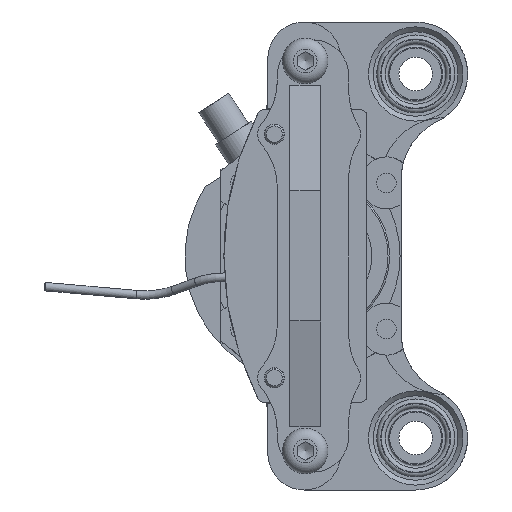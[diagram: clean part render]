
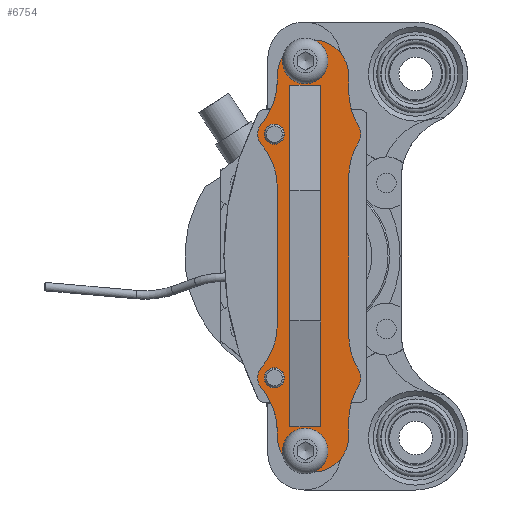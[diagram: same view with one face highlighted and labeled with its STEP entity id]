
A CAD part, left-side view. The second image highlights one B-rep face of the part: STEP entity #6754.
In plain terms, the highlighted planar face has unit normal (-1, 0, 0).
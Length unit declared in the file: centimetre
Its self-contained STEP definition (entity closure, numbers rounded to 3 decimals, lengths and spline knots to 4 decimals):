
#663=FACE_BOUND('',#3103,.T.);
#664=FACE_BOUND('',#3104,.T.);
#665=FACE_BOUND('',#3105,.T.);
#666=FACE_BOUND('',#3106,.T.);
#667=FACE_BOUND('',#3107,.T.);
#1070=CIRCLE('',#7616,0.4);
#1078=CIRCLE('',#7629,2.);
#1092=CIRCLE('',#7645,2.);
#1093=CIRCLE('',#7648,0.51);
#1094=CIRCLE('',#7649,2.);
#1095=CIRCLE('',#7650,1.1);
#1096=CIRCLE('',#7651,2.);
#1097=CIRCLE('',#7652,0.51);
#1098=CIRCLE('',#7653,2.);
#1099=CIRCLE('',#7654,2.);
#1100=CIRCLE('',#7655,0.51);
#1101=CIRCLE('',#7656,1.1);
#1102=CIRCLE('',#7657,0.51);
#1103=CIRCLE('',#7658,2.);
#1104=CIRCLE('',#7659,2.);
#1105=CIRCLE('',#7660,0.31);
#1106=CIRCLE('',#7661,0.4);
#1107=CIRCLE('',#7662,0.31);
#1428=LINE('',#11985,#1771);
#1430=LINE('',#11994,#1773);
#1431=LINE('',#11998,#1774);
#1432=LINE('',#12006,#1775);
#1433=LINE('',#12011,#1776);
#1434=LINE('',#12018,#1777);
#1435=LINE('',#12022,#1778);
#1436=LINE('',#12024,#1779);
#1437=LINE('',#12026,#1780);
#1438=LINE('',#12027,#1781);
#1771=VECTOR('',#9715,0.1715);
#1773=VECTOR('',#9723,0.1715);
#1774=VECTOR('',#9726,0.4883);
#1775=VECTOR('',#9733,4.8766);
#1776=VECTOR('',#9738,0.4883);
#1777=VECTOR('',#9745,4.243);
#1778=VECTOR('',#9748,0.95);
#1779=VECTOR('',#9749,10.5);
#1780=VECTOR('',#9750,0.95);
#1781=VECTOR('',#9751,10.5);
#1959=PLANE('',#7647);
#2383=FACE_OUTER_BOUND('',#3102,.T.);
#3102=EDGE_LOOP('',(#6090,#6091,#6092,#6093,#6094,#6095,#6096,#6097,#6098,
#6099,#6100,#6101,#6102,#6103,#6104,#6105,#6106,#6107,#6108,#6109));
#3103=EDGE_LOOP('',(#6110,#6111,#6112,#6113));
#3104=EDGE_LOOP('',(#6114));
#3105=EDGE_LOOP('',(#6115));
#3106=EDGE_LOOP('',(#6116));
#3107=EDGE_LOOP('',(#6117));
#3735=VERTEX_POINT('',#11908);
#3748=VERTEX_POINT('',#11940);
#3749=VERTEX_POINT('',#11942);
#3765=VERTEX_POINT('',#11978);
#3766=VERTEX_POINT('',#11980);
#3767=VERTEX_POINT('',#11984);
#3768=VERTEX_POINT('',#11988);
#3769=VERTEX_POINT('',#11989);
#3770=VERTEX_POINT('',#11991);
#3771=VERTEX_POINT('',#11993);
#3772=VERTEX_POINT('',#11995);
#3773=VERTEX_POINT('',#11997);
#3774=VERTEX_POINT('',#11999);
#3775=VERTEX_POINT('',#12001);
#3776=VERTEX_POINT('',#12003);
#3777=VERTEX_POINT('',#12005);
#3778=VERTEX_POINT('',#12007);
#3779=VERTEX_POINT('',#12010);
#3780=VERTEX_POINT('',#12013);
#3781=VERTEX_POINT('',#12015);
#3782=VERTEX_POINT('',#12017);
#3783=VERTEX_POINT('',#12020);
#3784=VERTEX_POINT('',#12021);
#3785=VERTEX_POINT('',#12023);
#3786=VERTEX_POINT('',#12025);
#3787=VERTEX_POINT('',#12028);
#3788=VERTEX_POINT('',#12030);
#3789=VERTEX_POINT('',#12032);
#4523=EDGE_CURVE('',#3735,#3735,#1070,.T.);
#4538=EDGE_CURVE('',#3749,#3748,#1078,.T.);
#4557=EDGE_CURVE('',#3766,#3765,#1092,.T.);
#4559=EDGE_CURVE('',#3767,#3766,#1428,.T.);
#4561=EDGE_CURVE('',#3768,#3769,#1093,.T.);
#4562=EDGE_CURVE('',#3769,#3770,#1094,.T.);
#4563=EDGE_CURVE('',#3770,#3771,#1430,.T.);
#4564=EDGE_CURVE('',#3771,#3772,#1095,.T.);
#4565=EDGE_CURVE('',#3772,#3773,#1431,.T.);
#4566=EDGE_CURVE('',#3773,#3774,#1096,.T.);
#4567=EDGE_CURVE('',#3774,#3775,#1097,.T.);
#4568=EDGE_CURVE('',#3775,#3776,#1098,.T.);
#4569=EDGE_CURVE('',#3776,#3777,#1432,.T.);
#4570=EDGE_CURVE('',#3777,#3778,#1099,.T.);
#4571=EDGE_CURVE('',#3778,#3749,#1100,.T.);
#4572=EDGE_CURVE('',#3748,#3779,#1433,.T.);
#4573=EDGE_CURVE('',#3779,#3767,#1101,.T.);
#4574=EDGE_CURVE('',#3765,#3780,#1102,.T.);
#4575=EDGE_CURVE('',#3780,#3781,#1103,.T.);
#4576=EDGE_CURVE('',#3781,#3782,#1434,.T.);
#4577=EDGE_CURVE('',#3782,#3768,#1104,.T.);
#4578=EDGE_CURVE('',#3783,#3784,#1435,.T.);
#4579=EDGE_CURVE('',#3785,#3783,#1436,.T.);
#4580=EDGE_CURVE('',#3786,#3785,#1437,.T.);
#4581=EDGE_CURVE('',#3784,#3786,#1438,.T.);
#4582=EDGE_CURVE('',#3787,#3787,#1105,.T.);
#4583=EDGE_CURVE('',#3788,#3788,#1106,.T.);
#4584=EDGE_CURVE('',#3789,#3789,#1107,.T.);
#6090=ORIENTED_EDGE('',*,*,#4561,.T.);
#6091=ORIENTED_EDGE('',*,*,#4562,.T.);
#6092=ORIENTED_EDGE('',*,*,#4563,.T.);
#6093=ORIENTED_EDGE('',*,*,#4564,.T.);
#6094=ORIENTED_EDGE('',*,*,#4565,.T.);
#6095=ORIENTED_EDGE('',*,*,#4566,.T.);
#6096=ORIENTED_EDGE('',*,*,#4567,.T.);
#6097=ORIENTED_EDGE('',*,*,#4568,.T.);
#6098=ORIENTED_EDGE('',*,*,#4569,.T.);
#6099=ORIENTED_EDGE('',*,*,#4570,.T.);
#6100=ORIENTED_EDGE('',*,*,#4571,.T.);
#6101=ORIENTED_EDGE('',*,*,#4538,.T.);
#6102=ORIENTED_EDGE('',*,*,#4572,.T.);
#6103=ORIENTED_EDGE('',*,*,#4573,.T.);
#6104=ORIENTED_EDGE('',*,*,#4559,.T.);
#6105=ORIENTED_EDGE('',*,*,#4557,.T.);
#6106=ORIENTED_EDGE('',*,*,#4574,.T.);
#6107=ORIENTED_EDGE('',*,*,#4575,.T.);
#6108=ORIENTED_EDGE('',*,*,#4576,.T.);
#6109=ORIENTED_EDGE('',*,*,#4577,.T.);
#6110=ORIENTED_EDGE('',*,*,#4578,.F.);
#6111=ORIENTED_EDGE('',*,*,#4579,.F.);
#6112=ORIENTED_EDGE('',*,*,#4580,.F.);
#6113=ORIENTED_EDGE('',*,*,#4581,.F.);
#6114=ORIENTED_EDGE('',*,*,#4523,.T.);
#6115=ORIENTED_EDGE('',*,*,#4582,.T.);
#6116=ORIENTED_EDGE('',*,*,#4583,.T.);
#6117=ORIENTED_EDGE('',*,*,#4584,.T.);
#6754=ADVANCED_FACE('',(#2383,#663,#664,#665,#666,#667),#1959,.F.);
#7616=AXIS2_PLACEMENT_3D('',#11909,#9640,#9641);
#7629=AXIS2_PLACEMENT_3D('',#11943,#9673,#9674);
#7645=AXIS2_PLACEMENT_3D('',#11981,#9710,#9711);
#7647=AXIS2_PLACEMENT_3D('',#11987,#9717,#9718);
#7648=AXIS2_PLACEMENT_3D('',#11990,#9719,#9720);
#7649=AXIS2_PLACEMENT_3D('',#11992,#9721,#9722);
#7650=AXIS2_PLACEMENT_3D('',#11996,#9724,#9725);
#7651=AXIS2_PLACEMENT_3D('',#12000,#9727,#9728);
#7652=AXIS2_PLACEMENT_3D('',#12002,#9729,#9730);
#7653=AXIS2_PLACEMENT_3D('',#12004,#9731,#9732);
#7654=AXIS2_PLACEMENT_3D('',#12008,#9734,#9735);
#7655=AXIS2_PLACEMENT_3D('',#12009,#9736,#9737);
#7656=AXIS2_PLACEMENT_3D('',#12012,#9739,#9740);
#7657=AXIS2_PLACEMENT_3D('',#12014,#9741,#9742);
#7658=AXIS2_PLACEMENT_3D('',#12016,#9743,#9744);
#7659=AXIS2_PLACEMENT_3D('',#12019,#9746,#9747);
#7660=AXIS2_PLACEMENT_3D('',#12029,#9752,#9753);
#7661=AXIS2_PLACEMENT_3D('',#12031,#9754,#9755);
#7662=AXIS2_PLACEMENT_3D('',#12033,#9756,#9757);
#9640=DIRECTION('center_axis',(1.,0.,0.));
#9641=DIRECTION('ref_axis',(0.,0.,1.));
#9673=DIRECTION('center_axis',(1.,0.,0.));
#9674=DIRECTION('ref_axis',(0.,0.853,-0.523));
#9710=DIRECTION('center_axis',(1.,0.,0.));
#9711=DIRECTION('ref_axis',(0.,-1.,0.));
#9715=DIRECTION('',(0.,0.,-1.));
#9717=DIRECTION('center_axis',(1.,0.,0.));
#9718=DIRECTION('ref_axis',(0.,0.,-1.));
#9719=DIRECTION('center_axis',(-1.,0.,0.));
#9720=DIRECTION('ref_axis',(0.,0.761,0.649));
#9721=DIRECTION('center_axis',(1.,0.,0.));
#9722=DIRECTION('ref_axis',(0.,-0.761,0.649));
#9723=DIRECTION('',(0.,0.,-1.));
#9724=DIRECTION('center_axis',(-1.,0.,0.));
#9725=DIRECTION('ref_axis',(0.,1.,0.));
#9726=DIRECTION('',(0.,0.,1.));
#9727=DIRECTION('center_axis',(1.,0.,0.));
#9728=DIRECTION('ref_axis',(0.,1.,0.));
#9729=DIRECTION('center_axis',(-1.,0.,0.));
#9730=DIRECTION('ref_axis',(0.,-0.853,-0.523));
#9731=DIRECTION('center_axis',(1.,0.,0.));
#9732=DIRECTION('ref_axis',(0.,0.853,-0.523));
#9733=DIRECTION('',(0.,0.,1.));
#9734=DIRECTION('center_axis',(1.,0.,0.));
#9735=DIRECTION('ref_axis',(0.,1.,0.));
#9736=DIRECTION('center_axis',(-1.,0.,0.));
#9737=DIRECTION('ref_axis',(0.,-0.853,-0.523));
#9738=DIRECTION('',(0.,0.,1.));
#9739=DIRECTION('center_axis',(-1.,0.,0.));
#9740=DIRECTION('ref_axis',(0.,-1.,0.));
#9741=DIRECTION('center_axis',(-1.,0.,0.));
#9742=DIRECTION('ref_axis',(0.,0.761,0.649));
#9743=DIRECTION('center_axis',(1.,0.,0.));
#9744=DIRECTION('ref_axis',(0.,-0.761,0.649));
#9745=DIRECTION('',(0.,0.,-1.));
#9746=DIRECTION('center_axis',(1.,0.,0.));
#9747=DIRECTION('ref_axis',(0.,-1.,0.));
#9748=DIRECTION('',(0.,1.,0.));
#9749=DIRECTION('',(0.,0.,1.));
#9750=DIRECTION('',(0.,-1.,0.));
#9751=DIRECTION('',(0.,0.,-1.));
#9752=DIRECTION('center_axis',(1.,0.,0.));
#9753=DIRECTION('ref_axis',(0.,0.,-1.));
#9754=DIRECTION('center_axis',(1.,0.,0.));
#9755=DIRECTION('ref_axis',(0.,0.,-1.));
#9756=DIRECTION('center_axis',(1.,0.,0.));
#9757=DIRECTION('ref_axis',(0.,0.,-1.));
#11908=CARTESIAN_POINT('',(-0.615,-0.06,6.4));
#11909=CARTESIAN_POINT('Origin',(-0.615,-0.06,6.));
#11940=CARTESIAN_POINT('',(-0.615,-1.4,5.0617));
#11942=CARTESIAN_POINT('',(-0.615,-1.6948,4.0165));
#11943=CARTESIAN_POINT('Origin',(-0.615,-3.4,5.0617));
#11978=CARTESIAN_POINT('',(-0.615,1.2781,4.0809));
#11980=CARTESIAN_POINT('',(-0.615,0.8,5.3785));
#11981=CARTESIAN_POINT('Origin',(-0.615,2.8,5.3785));
#11984=CARTESIAN_POINT('',(-0.615,0.8,5.55));
#11985=CARTESIAN_POINT('',(-0.615,0.8,5.55));
#11987=CARTESIAN_POINT('Origin',(-0.615,-1.9274,7.315));
#11988=CARTESIAN_POINT('',(-0.615,1.2781,-3.4191));
#11989=CARTESIAN_POINT('',(-0.615,1.2781,-4.0809));
#11990=CARTESIAN_POINT('Origin',(-0.615,0.89,-3.75));
#11991=CARTESIAN_POINT('',(-0.615,0.8,-5.3785));
#11992=CARTESIAN_POINT('Origin',(-0.615,2.8,-5.3785));
#11993=CARTESIAN_POINT('',(-0.615,0.8,-5.55));
#11994=CARTESIAN_POINT('',(-0.615,0.8,-5.3785));
#11995=CARTESIAN_POINT('',(-0.615,-1.4,-5.55));
#11996=CARTESIAN_POINT('Origin',(-0.615,-0.3,-5.55));
#11997=CARTESIAN_POINT('',(-0.615,-1.4,-5.0617));
#11998=CARTESIAN_POINT('',(-0.615,-1.4,-5.55));
#11999=CARTESIAN_POINT('',(-0.615,-1.6948,-4.0165));
#12000=CARTESIAN_POINT('Origin',(-0.615,-3.4,-5.0617));
#12001=CARTESIAN_POINT('',(-0.615,-1.6948,-3.4835));
#12002=CARTESIAN_POINT('Origin',(-0.615,-1.26,-3.75));
#12003=CARTESIAN_POINT('',(-0.615,-1.4,-2.4383));
#12004=CARTESIAN_POINT('Origin',(-0.615,-3.4,-2.4383));
#12005=CARTESIAN_POINT('',(-0.615,-1.4,2.4383));
#12006=CARTESIAN_POINT('',(-0.615,-1.4,-2.4383));
#12007=CARTESIAN_POINT('',(-0.615,-1.6948,3.4835));
#12008=CARTESIAN_POINT('Origin',(-0.615,-3.4,2.4383));
#12009=CARTESIAN_POINT('Origin',(-0.615,-1.26,3.75));
#12010=CARTESIAN_POINT('',(-0.615,-1.4,5.55));
#12011=CARTESIAN_POINT('',(-0.615,-1.4,5.0617));
#12012=CARTESIAN_POINT('Origin',(-0.615,-0.3,5.55));
#12013=CARTESIAN_POINT('',(-0.615,1.2781,3.4191));
#12014=CARTESIAN_POINT('Origin',(-0.615,0.89,3.75));
#12015=CARTESIAN_POINT('',(-0.615,0.8,2.1215));
#12016=CARTESIAN_POINT('Origin',(-0.615,2.8,2.1215));
#12017=CARTESIAN_POINT('',(-0.615,0.8,-2.1215));
#12018=CARTESIAN_POINT('',(-0.615,0.8,2.1215));
#12019=CARTESIAN_POINT('Origin',(-0.615,2.8,-2.1215));
#12020=CARTESIAN_POINT('',(-0.615,-0.535,5.25));
#12021=CARTESIAN_POINT('',(-0.615,0.415,5.25));
#12022=CARTESIAN_POINT('',(-0.615,-0.535,5.25));
#12023=CARTESIAN_POINT('',(-0.615,-0.535,-5.25));
#12024=CARTESIAN_POINT('',(-0.615,-0.535,-5.25));
#12025=CARTESIAN_POINT('',(-0.615,0.415,-5.25));
#12026=CARTESIAN_POINT('',(-0.615,0.415,-5.25));
#12027=CARTESIAN_POINT('',(-0.615,0.415,5.25));
#12028=CARTESIAN_POINT('',(-0.615,0.89,4.06));
#12029=CARTESIAN_POINT('Origin',(-0.615,0.89,3.75));
#12030=CARTESIAN_POINT('',(-0.615,-0.06,-5.6));
#12031=CARTESIAN_POINT('Origin',(-0.615,-0.06,-6.));
#12032=CARTESIAN_POINT('',(-0.615,0.89,-3.44));
#12033=CARTESIAN_POINT('Origin',(-0.615,0.89,-3.75));
